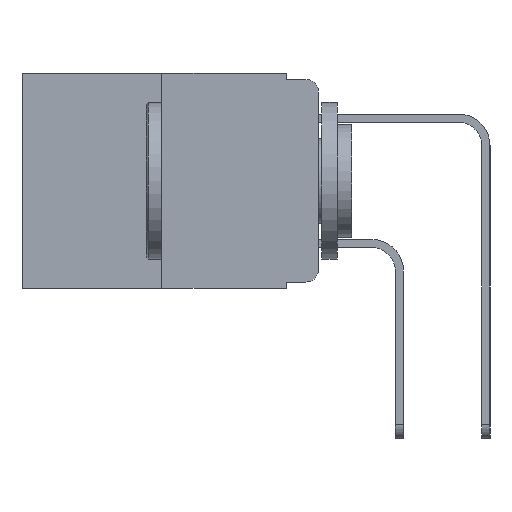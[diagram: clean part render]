
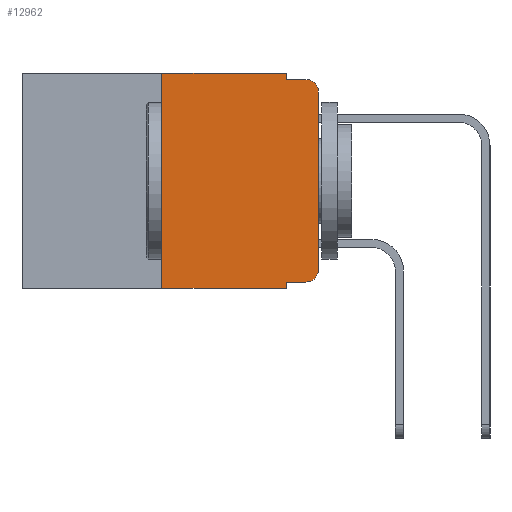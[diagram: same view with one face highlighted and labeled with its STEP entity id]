
A CAD part, left-side view. The second image highlights one B-rep face of the part: STEP entity #12962.
In plain terms, the highlighted planar face has unit normal (-1, 0, 0).
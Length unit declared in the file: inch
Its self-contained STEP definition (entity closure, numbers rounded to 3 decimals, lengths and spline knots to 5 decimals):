
#10 = LINE ( 'NONE', #124, #10975 ) ;
#124 = CARTESIAN_POINT ( 'NONE',  ( 0., 0.051, -0.01 ) ) ;
#662 = DIRECTION ( 'NONE',  ( -1., 0., 0. ) ) ;
#933 = CARTESIAN_POINT ( 'NONE',  ( 0., 0.02, -0.313 ) ) ;
#1056 = LINE ( 'NONE', #6512, #8932 ) ;
#1103 = DIRECTION ( 'NONE',  ( 0., -1., 0. ) ) ;
#1340 = ORIENTED_EDGE ( 'NONE', *, *, #8270, .F. ) ;
#1469 = CARTESIAN_POINT ( 'NONE',  ( 0., 0.051, 0. ) ) ;
#1508 = ORIENTED_EDGE ( 'NONE', *, *, #8604, .F. ) ;
#1528 = EDGE_CURVE ( 'NONE', #3663, #4424, #11232, .T. ) ;
#1529 = ORIENTED_EDGE ( 'NONE', *, *, #1528, .T. ) ;
#1551 = LINE ( 'NONE', #7553, #13083 ) ;
#1691 = LINE ( 'NONE', #2961, #4905 ) ;
#2135 = VECTOR ( 'NONE', #12138, 39.37008 ) ;
#2273 = DIRECTION ( 'NONE',  ( 1., 0., 0. ) ) ;
#2309 = LINE ( 'NONE', #1469, #10450 ) ;
#2676 = VERTEX_POINT ( 'NONE', #5724 ) ;
#2736 = VERTEX_POINT ( 'NONE', #5165 ) ;
#2740 = CARTESIAN_POINT ( 'NONE',  ( 0., 0.051, -0.333 ) ) ;
#2751 = AXIS2_PLACEMENT_3D ( 'NONE', #3326, #2273, #9732 ) ;
#2791 = EDGE_CURVE ( 'NONE', #3122, #6095, #7005, .T. ) ;
#2831 = DIRECTION ( 'NONE',  ( 0., 0., -1. ) ) ;
#2961 = CARTESIAN_POINT ( 'NONE',  ( 0., 0.473, 0. ) ) ;
#3122 = VERTEX_POINT ( 'NONE', #9556 ) ;
#3247 = CARTESIAN_POINT ( 'NONE',  ( 0., 0.051, -0.333 ) ) ;
#3326 = CARTESIAN_POINT ( 'NONE',  ( 0., 0.473, 0. ) ) ;
#3663 = VERTEX_POINT ( 'NONE', #11042 ) ;
#4424 = VERTEX_POINT ( 'NONE', #5555 ) ;
#4458 = CARTESIAN_POINT ( 'NONE',  ( 0., 0.25, -0.343 ) ) ;
#4503 = CARTESIAN_POINT ( 'NONE',  ( 0., 0.051, 0. ) ) ;
#4684 = ORIENTED_EDGE ( 'NONE', *, *, #2791, .T. ) ;
#4905 = VECTOR ( 'NONE', #11361, 39.37008 ) ;
#4963 = EDGE_CURVE ( 'NONE', #11474, #3122, #10008, .T. ) ;
#5065 = AXIS2_PLACEMENT_3D ( 'NONE', #12873, #12948, #12933 ) ;
#5165 = CARTESIAN_POINT ( 'NONE',  ( 0., 0.051, -0.343 ) ) ;
#5302 = ORIENTED_EDGE ( 'NONE', *, *, #10536, .T. ) ;
#5555 = CARTESIAN_POINT ( 'NONE',  ( 0., 0.02, -0.01 ) ) ;
#5558 = DIRECTION ( 'NONE',  ( 0., -1., 0. ) ) ;
#5584 = LINE ( 'NONE', #8155, #13218 ) ;
#5724 = CARTESIAN_POINT ( 'NONE',  ( 0., 0.25, 0. ) ) ;
#6009 = CARTESIAN_POINT ( 'NONE',  ( 0., 0., -0.313 ) ) ;
#6095 = VERTEX_POINT ( 'NONE', #6009 ) ;
#6148 = EDGE_CURVE ( 'NONE', #11233, #9661, #2309, .T. ) ;
#6156 = DIRECTION ( 'NONE',  ( 0., 0., -1. ) ) ;
#6417 = EDGE_CURVE ( 'NONE', #11474, #2736, #10280, .T. ) ;
#6473 = ORIENTED_EDGE ( 'NONE', *, *, #6417, .F. ) ;
#6512 = CARTESIAN_POINT ( 'NONE',  ( 0., 0., 0. ) ) ;
#7005 = CIRCLE ( 'NONE', #11977, 0.02 ) ;
#7306 = EDGE_CURVE ( 'NONE', #6095, #3663, #1056, .T. ) ;
#7553 = CARTESIAN_POINT ( 'NONE',  ( 0., 0.473, -0.343 ) ) ;
#8120 = EDGE_LOOP ( 'NONE', ( #9079, #1529, #1340, #8562, #1508, #13440, #5302, #6473, #12778, #4684 ) ) ;
#8155 = CARTESIAN_POINT ( 'NONE',  ( 0., 0.25, 0. ) ) ;
#8270 = EDGE_CURVE ( 'NONE', #9661, #4424, #10, .T. ) ;
#8527 = EDGE_CURVE ( 'NONE', #11202, #2676, #5584, .T. ) ;
#8562 = ORIENTED_EDGE ( 'NONE', *, *, #6148, .F. ) ;
#8591 = DIRECTION ( 'NONE',  ( 0., 0., 1. ) ) ;
#8604 = EDGE_CURVE ( 'NONE', #2676, #11233, #1691, .T. ) ;
#8932 = VECTOR ( 'NONE', #8591, 39.37008 ) ;
#9079 = ORIENTED_EDGE ( 'NONE', *, *, #7306, .T. ) ;
#9556 = CARTESIAN_POINT ( 'NONE',  ( 0., 0.02, -0.333 ) ) ;
#9661 = VERTEX_POINT ( 'NONE', #12204 ) ;
#9732 = DIRECTION ( 'NONE',  ( 0., 0., -1. ) ) ;
#10008 = LINE ( 'NONE', #3247, #13037 ) ;
#10280 = LINE ( 'NONE', #11112, #2135 ) ;
#10371 = DIRECTION ( 'NONE',  ( 0., -1., 0. ) ) ;
#10450 = VECTOR ( 'NONE', #6156, 39.37008 ) ;
#10536 = EDGE_CURVE ( 'NONE', #11202, #2736, #1551, .T. ) ;
#10975 = VECTOR ( 'NONE', #5558, 39.37008 ) ;
#11042 = CARTESIAN_POINT ( 'NONE',  ( 0., 0., -0.03 ) ) ;
#11112 = CARTESIAN_POINT ( 'NONE',  ( 0., 0.051, 0. ) ) ;
#11202 = VERTEX_POINT ( 'NONE', #4458 ) ;
#11232 = CIRCLE ( 'NONE', #5065, 0.02 ) ;
#11233 = VERTEX_POINT ( 'NONE', #4503 ) ;
#11361 = DIRECTION ( 'NONE',  ( 0., -1., 0. ) ) ;
#11474 = VERTEX_POINT ( 'NONE', #2740 ) ;
#11977 = AXIS2_PLACEMENT_3D ( 'NONE', #933, #662, #2831 ) ;
#12138 = DIRECTION ( 'NONE',  ( 0., 0., -1. ) ) ;
#12204 = CARTESIAN_POINT ( 'NONE',  ( 0., 0.051, -0.01 ) ) ;
#12234 = DIRECTION ( 'NONE',  ( 0., 0., 1. ) ) ;
#12528 = FACE_OUTER_BOUND ( 'NONE', #8120, .T. ) ;
#12768 = PLANE ( 'NONE',  #2751 ) ;
#12778 = ORIENTED_EDGE ( 'NONE', *, *, #4963, .T. ) ;
#12873 = CARTESIAN_POINT ( 'NONE',  ( 0., 0.02, -0.03 ) ) ;
#12933 = DIRECTION ( 'NONE',  ( 0., 0., -1. ) ) ;
#12948 = DIRECTION ( 'NONE',  ( -1., 0., 0. ) ) ;
#12962 = ADVANCED_FACE ( 'NONE', ( #12528 ), #12768, .F. ) ;
#13037 = VECTOR ( 'NONE', #10371, 39.37008 ) ;
#13083 = VECTOR ( 'NONE', #1103, 39.37008 ) ;
#13218 = VECTOR ( 'NONE', #12234, 39.37008 ) ;
#13440 = ORIENTED_EDGE ( 'NONE', *, *, #8527, .F. ) ;
